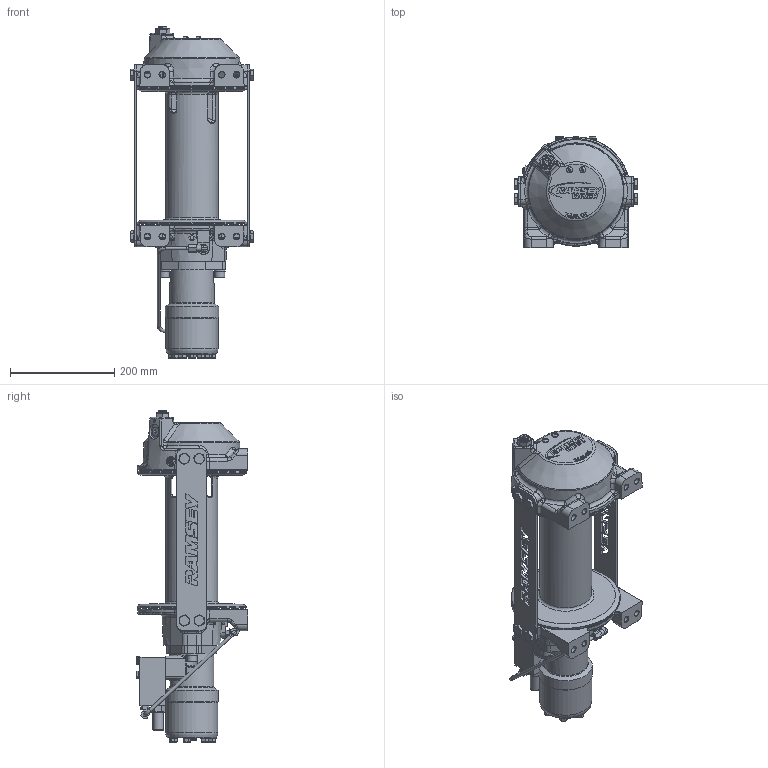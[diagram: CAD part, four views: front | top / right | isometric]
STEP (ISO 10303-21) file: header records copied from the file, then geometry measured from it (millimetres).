
FILE_DESCRIPTION(/* description */ (''),/* implementation_level */ '2;1');
FILE_NAME(/* name */ '639-443_Ramsey_HD-P34,9S-b.stp',/* time_stamp */ '2018-01-22T13:31:20+01:00',/* author */ ('lang1ph'),/* organization */ (''),/* preprocessor_version */ 'ST-DEVELOPER v17',/* originating_system */ 'Autodesk Inventor 2018',/* authorisation */ '');
FILE_SCHEMA (('AUTOMOTIVE_DESIGN { 1 0 10303 214 3 1 1 }'));
Length unit declared in the file: millimetre
Products named in the file (1): 639-443_Ramsey_HD-P34,9S-b
Bounding box: 236.52 x 214.93 x 638.17 mm (x, y, z)
Surface area: 583445.5 mm2 (no closed solid volume)
Topology: 0 solids, 67 shells, 1372 faces, 3942 edges, 2540 vertices
Faces by surface type: plane 697, cylinder 236, bspline 184, cone 176, torus 62, sphere 17
Full cylindrical faces by diameter (mm): 1.27 x1, 5.105 x1, 6.35 x3, 6.563 x2, 8.236 x1, 9.093 x2, 9.525 x1, 11.113 x2, 11.532 x4, 11.989 x2, 12.7 x3, 14.551 x2, 14.665 x7, 15.875 x2, 16 x1, 16.51 x2, 17.475 x1, 18.542 x1, 19.05 x11, 19.812 x1, 22.225 x2, 28.575 x2, 84.902 x1, 100 x1, 100.076 x1, 102.108 x1, 210.058 x2
Entity records: 71415 total; most frequent: CARTESIAN_POINT 35912, ORIENTED_EDGE 6989, DIRECTION 6800, EDGE_CURVE 3928, VERTEX_POINT 2540, AXIS2_PLACEMENT_3D 2398, LINE 2004, VECTOR 2004
